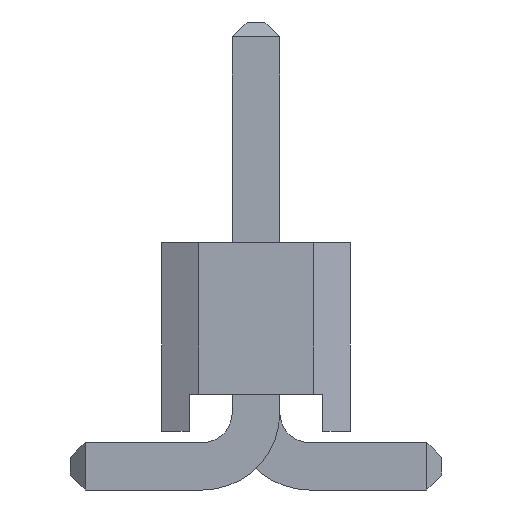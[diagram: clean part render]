
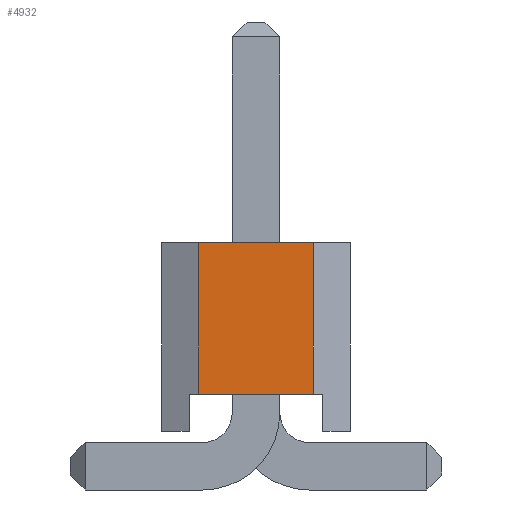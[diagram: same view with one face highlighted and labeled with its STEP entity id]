
A CAD part, left-side view. The second image highlights one B-rep face of the part: STEP entity #4932.
In plain terms, the highlighted planar face has unit normal (-1, 0, 0).
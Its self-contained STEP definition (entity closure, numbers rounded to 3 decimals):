
#774=ORIENTED_EDGE('',*,*,#1372,.F.);
#775=ORIENTED_EDGE('',*,*,#1432,.T.);
#776=ORIENTED_EDGE('',*,*,#1418,.T.);
#777=ORIENTED_EDGE('',*,*,#1433,.T.);
#1372=EDGE_CURVE('',#1766,#1767,#2162,.T.);
#1418=EDGE_CURVE('',#1792,#1797,#2208,.T.);
#1432=EDGE_CURVE('',#1766,#1792,#2222,.T.);
#1433=EDGE_CURVE('',#1797,#1767,#2223,.T.);
#1766=VERTEX_POINT('',#6779);
#1767=VERTEX_POINT('',#6781);
#1792=VERTEX_POINT('',#6859);
#1797=VERTEX_POINT('',#6868);
#2162=LINE('',#6780,#2636);
#2208=LINE('',#6869,#2682);
#2222=LINE('',#6895,#2696);
#2223=LINE('',#6897,#2697);
#2636=VECTOR('',#5790,1000.);
#2682=VECTOR('',#5860,1000.);
#2696=VECTOR('',#5898,1000.);
#2697=VECTOR('',#5901,1000.);
#2964=EDGE_LOOP('',(#774,#775,#776,#777));
#3172=FACE_BOUND('',#2964,.T.);
#3362=PLANE('',#5159);
#4932=ADVANCED_FACE('',(#3172),#3362,.T.);
#5159=AXIS2_PLACEMENT_3D('',#6896,#5899,#5900);
#5790=DIRECTION('',(0.,0.,1.));
#5860=DIRECTION('',(0.,0.,1.));
#5898=DIRECTION('',(0.,-1.,0.));
#5899=DIRECTION('',(-1.,0.,0.));
#5900=DIRECTION('',(0.,0.,1.));
#5901=DIRECTION('',(0.,1.,0.));
#6779=CARTESIAN_POINT('',(-7.62,0.77,-0.77));
#6780=CARTESIAN_POINT('',(-7.62,0.77,-14.631));
#6781=CARTESIAN_POINT('',(-7.62,0.77,1.27));
#6859=CARTESIAN_POINT('',(-7.62,-0.77,-0.77));
#6868=CARTESIAN_POINT('',(-7.62,-0.77,1.27));
#6869=CARTESIAN_POINT('',(-7.62,-0.77,-14.631));
#6895=CARTESIAN_POINT('',(-7.62,-1.27,-0.77));
#6896=CARTESIAN_POINT('',(-7.62,-1.27,-1.27));
#6897=CARTESIAN_POINT('',(-7.62,-1.27,1.27));
